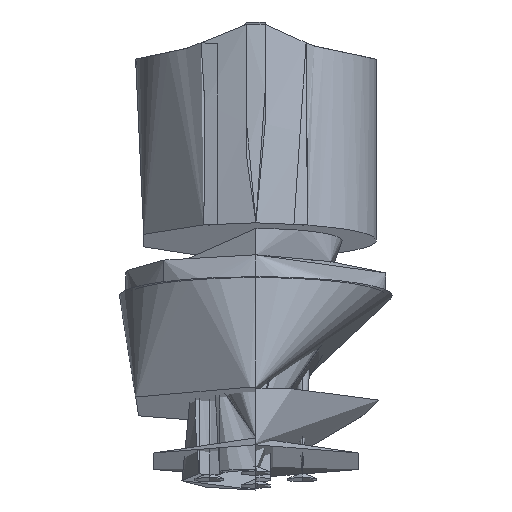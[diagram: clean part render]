
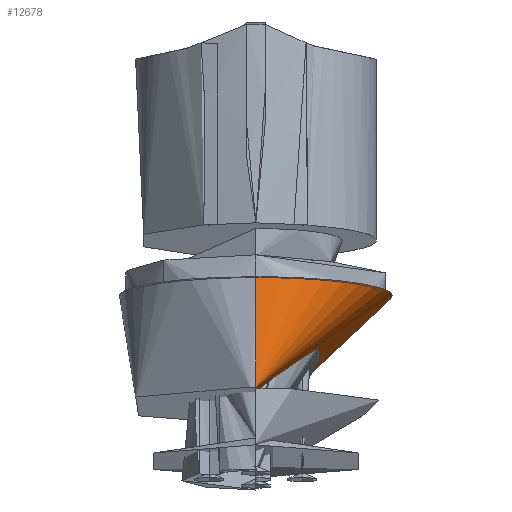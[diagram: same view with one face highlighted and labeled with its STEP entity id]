
A CAD part, left-side view. The second image highlights one B-rep face of the part: STEP entity #12678.
In plain terms, the highlighted cylindrical face has radius 7.35 mm (diameter 14.7 mm), a partial arc.
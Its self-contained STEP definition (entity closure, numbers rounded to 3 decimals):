
#351 = CARTESIAN_POINT ( 'NONE',  ( 17.403, 12.841, 16.904 ) ) ;
#613 = CARTESIAN_POINT ( 'NONE',  ( 23.611, 20., 22.091 ) ) ;
#682 = CARTESIAN_POINT ( 'NONE',  ( 8.219, 20., 18.195 ) ) ;
#1333 = CARTESIAN_POINT ( 'NONE',  ( 13.592, 12.841, 17.44 ) ) ;
#1462 = ORIENTED_EDGE ( 'NONE', *, *, #10377, .F. ) ;
#1530 = CARTESIAN_POINT ( 'NONE',  ( 16.333, 20., 23.114 ) ) ;
#1866 = CARTESIAN_POINT ( 'NONE',  ( 9.054, 20., 24.137 ) ) ;
#1902 = VERTEX_POINT ( 'NONE', #1866 ) ;
#2071 = VERTEX_POINT ( 'NONE', #8258 ) ;
#2332 = CARTESIAN_POINT ( 'NONE',  ( 9.677, 15.483, 17.99 ) ) ;
#2395 = CARTESIAN_POINT ( 'NONE',  ( 22.776, 20., 16.149 ) ) ;
#2966 = ORIENTED_EDGE ( 'NONE', *, *, #6024, .F. ) ;
#3213 = CARTESIAN_POINT ( 'NONE',  ( 23.333, 20., 20.11 ) ) ;
#3288 = B_SPLINE_CURVE_WITH_KNOTS ( 'NONE', 3,
 ( #12393, #3319, #7350, #11402, #2332, #6356, #10405, #1333, #5382, #9408, #351, #4390, #8406, #12458, #3389, #7420, #11469, #2395 ),
 .UNSPECIFIED., .F., .F.,
 ( 4, 2, 2, 2, 2, 2, 2, 2, 4 ),
 ( 0., 0.125, 0.25, 0.375, 0.5, 0.625, 0.75, 0.875, 1. ),
 .UNSPECIFIED. ) ;
#3300 = B_SPLINE_CURVE_WITH_KNOTS ( 'NONE', 3,
 ( #682, #4723, #8754, #12804 ),
 .UNSPECIFIED., .F., .F.,
 ( 4, 4 ),
 ( 0., 1. ),
 .UNSPECIFIED. ) ;
#3319 = CARTESIAN_POINT ( 'NONE',  ( 8.219, 19.038, 18.195 ) ) ;
#3389 = CARTESIAN_POINT ( 'NONE',  ( 21.857, 16.298, 16.278 ) ) ;
#3446 = CYLINDRICAL_SURFACE ( 'NONE', #9597, 7.35 ) ;
#3756 = DIRECTION ( 'NONE',  ( 0.99, 0., -0.139 ) ) ;
#3982 = AXIS2_PLACEMENT_3D ( 'NONE', #8776, #12820, #3756 ) ;
#4390 = CARTESIAN_POINT ( 'NONE',  ( 19.163, 13.578, 16.657 ) ) ;
#4723 = CARTESIAN_POINT ( 'NONE',  ( 8.497, 20., 20.176 ) ) ;
#4924 = CARTESIAN_POINT ( 'NONE',  ( 8.219, 20., 18.195 ) ) ;
#5382 = CARTESIAN_POINT ( 'NONE',  ( 14.545, 12.65, 17.306 ) ) ;
#5394 = EDGE_LOOP ( 'NONE', ( #8960, #2966, #1462, #9296 ) ) ;
#5573 = DIRECTION ( 'NONE',  ( -0.139, 0., -0.99 ) ) ;
#6024 = EDGE_CURVE ( 'NONE', #1902, #12709, #9689, .T. ) ;
#6356 = CARTESIAN_POINT ( 'NONE',  ( 11.025, 14.122, 17.801 ) ) ;
#7233 = B_SPLINE_CURVE_WITH_KNOTS ( 'NONE', 3,
 ( #12284, #3213, #7246, #11294 ),
 .UNSPECIFIED., .F., .F.,
 ( 4, 4 ),
 ( 0., 1. ),
 .UNSPECIFIED. ) ;
#7246 = CARTESIAN_POINT ( 'NONE',  ( 23.054, 20., 18.13 ) ) ;
#7350 = CARTESIAN_POINT ( 'NONE',  ( 8.409, 18.076, 18.168 ) ) ;
#7420 = CARTESIAN_POINT ( 'NONE',  ( 22.587, 18.076, 16.176 ) ) ;
#8258 = CARTESIAN_POINT ( 'NONE',  ( 22.776, 20., 16.149 ) ) ;
#8406 = CARTESIAN_POINT ( 'NONE',  ( 19.971, 14.122, 16.544 ) ) ;
#8687 = EDGE_CURVE ( 'NONE', #9545, #2071, #3288, .T. ) ;
#8754 = CARTESIAN_POINT ( 'NONE',  ( 8.776, 20., 22.156 ) ) ;
#8776 = CARTESIAN_POINT ( 'NONE',  ( 16.333, 20., 23.114 ) ) ;
#8960 = ORIENTED_EDGE ( 'NONE', *, *, #10726, .F. ) ;
#9296 = ORIENTED_EDGE ( 'NONE', *, *, #8687, .T. ) ;
#9408 = CARTESIAN_POINT ( 'NONE',  ( 16.45, 12.65, 17.038 ) ) ;
#9545 = VERTEX_POINT ( 'NONE', #4924 ) ;
#9597 = AXIS2_PLACEMENT_3D ( 'NONE', #1530, #5573, #9614 ) ;
#9614 = DIRECTION ( 'NONE',  ( -0.99, 0., 0.139 ) ) ;
#9689 = CIRCLE ( 'NONE', #3982, 7.35 ) ;
#10377 = EDGE_CURVE ( 'NONE', #9545, #1902, #3300, .T. ) ;
#10405 = CARTESIAN_POINT ( 'NONE',  ( 11.832, 13.578, 17.687 ) ) ;
#10726 = EDGE_CURVE ( 'NONE', #12709, #2071, #7233, .T. ) ;
#11294 = CARTESIAN_POINT ( 'NONE',  ( 22.776, 20., 16.149 ) ) ;
#11402 = CARTESIAN_POINT ( 'NONE',  ( 9.138, 16.298, 18.066 ) ) ;
#11469 = CARTESIAN_POINT ( 'NONE',  ( 22.776, 19.038, 16.149 ) ) ;
#12284 = CARTESIAN_POINT ( 'NONE',  ( 23.611, 20., 22.091 ) ) ;
#12393 = CARTESIAN_POINT ( 'NONE',  ( 8.219, 20., 18.195 ) ) ;
#12458 = CARTESIAN_POINT ( 'NONE',  ( 21.318, 15.483, 16.354 ) ) ;
#12511 = FACE_OUTER_BOUND ( 'NONE', #5394, .T. ) ;
#12678 = ADVANCED_FACE ( 'NONE', ( #12511 ), #3446, .T. ) ;
#12709 = VERTEX_POINT ( 'NONE', #613 ) ;
#12804 = CARTESIAN_POINT ( 'NONE',  ( 9.054, 20., 24.137 ) ) ;
#12820 = DIRECTION ( 'NONE',  ( 0.139, 0., 0.99 ) ) ;
